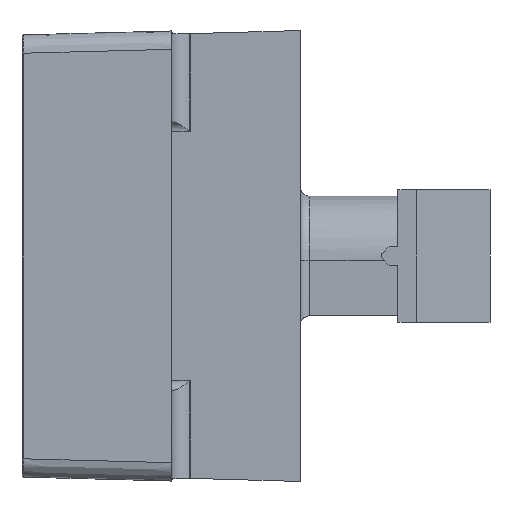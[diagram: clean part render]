
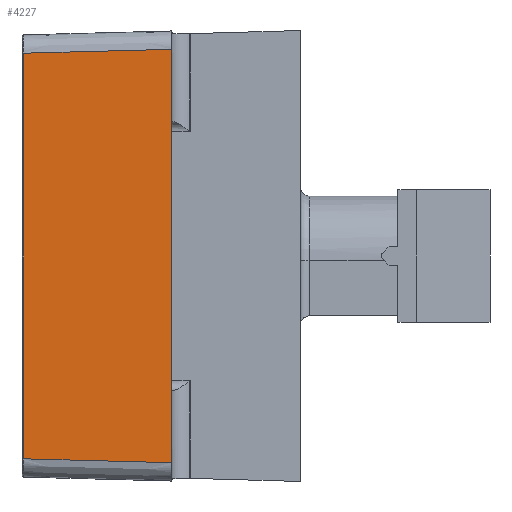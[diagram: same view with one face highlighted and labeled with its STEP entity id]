
A CAD part, left-side view. The second image highlights one B-rep face of the part: STEP entity #4227.
In plain terms, the highlighted planar face has unit normal (-1, 0, 0).
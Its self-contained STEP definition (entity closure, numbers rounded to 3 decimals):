
#129 = CARTESIAN_POINT ( 'NONE',  ( -20., 5., -7.287 ) ) ;
#239 = EDGE_CURVE ( 'NONE', #8943, #8583, #3257, .T. ) ;
#509 = VECTOR ( 'NONE', #7905, 1000. ) ;
#582 = CARTESIAN_POINT ( 'NONE',  ( -20., 13.017, 11.014 ) ) ;
#713 = DIRECTION ( 'NONE',  ( 0., 0., -1. ) ) ;
#1479 = VERTEX_POINT ( 'NONE', #14380 ) ;
#1840 = VERTEX_POINT ( 'NONE', #9064 ) ;
#1880 = CARTESIAN_POINT ( 'NONE',  ( -20., 13.017, -11.014 ) ) ;
#3030 = EDGE_CURVE ( 'NONE', #5339, #8583, #7426, .T. ) ;
#3135 = ORIENTED_EDGE ( 'NONE', *, *, #3030, .T. ) ;
#3257 = LINE ( 'NONE', #129, #8980 ) ;
#3497 = LINE ( 'NONE', #11326, #509 ) ;
#3931 = CARTESIAN_POINT ( 'NONE',  ( -20., 6.998, 11.172 ) ) ;
#4146 = CARTESIAN_POINT ( 'NONE',  ( -20., 11.117, -11.064 ) ) ;
#4227 = ADVANCED_FACE ( 'NONE', ( #13030 ), #12377, .T. ) ;
#4272 = EDGE_CURVE ( 'NONE', #1840, #13473, #3497, .T. ) ;
#4535 = ORIENTED_EDGE ( 'NONE', *, *, #13812, .T. ) ;
#4660 = DIRECTION ( 'NONE',  ( 0., 0., -1. ) ) ;
#5083 = CARTESIAN_POINT ( 'NONE',  ( -20., 9.048, 11.118 ) ) ;
#5229 = AXIS2_PLACEMENT_3D ( 'NONE', #10020, #5503, #13562 ) ;
#5264 = B_SPLINE_CURVE_WITH_KNOTS ( 'NONE', 3,
 ( #6183, #9636, #3931, #11967, #5083, #13130, #6223, #14268, #7387, #582 ),
 .UNSPECIFIED., .F., .F.,
 ( 4, 3, 3, 4 ),
 ( 0.007, 0.01, 0.013, 0.015 ),
 .UNSPECIFIED. ) ;
#5293 = CARTESIAN_POINT ( 'NONE',  ( -20., 7.039, -11.171 ) ) ;
#5339 = VERTEX_POINT ( 'NONE', #13368 ) ;
#5419 = EDGE_LOOP ( 'NONE', ( #14541, #5859, #11518, #13838, #4535, #3135 ) ) ;
#5503 = DIRECTION ( 'NONE',  ( -1., 0., 0. ) ) ;
#5859 = ORIENTED_EDGE ( 'NONE', *, *, #12763, .T. ) ;
#6183 = CARTESIAN_POINT ( 'NONE',  ( -20., 5., 11.224 ) ) ;
#6223 = CARTESIAN_POINT ( 'NONE',  ( -20., 11.152, 11.063 ) ) ;
#7387 = CARTESIAN_POINT ( 'NONE',  ( -20., 12.395, 11.03 ) ) ;
#7426 = B_SPLINE_CURVE_WITH_KNOTS ( 'NONE', 3,
 ( #1880, #8694, #11007, #4146, #12165, #5293, #13344 ),
 .UNSPECIFIED., .F., .F.,
 ( 4, 3, 4 ),
 ( 0., 0.002, 0.008 ),
 .UNSPECIFIED. ) ;
#7519 = CARTESIAN_POINT ( 'NONE',  ( -20., 13.017, 10. ) ) ;
#7682 = LINE ( 'NONE', #7519, #8048 ) ;
#7905 = DIRECTION ( 'NONE',  ( 0., 0., -1. ) ) ;
#8048 = VECTOR ( 'NONE', #713, 1000. ) ;
#8583 = VERTEX_POINT ( 'NONE', #11570 ) ;
#8694 = CARTESIAN_POINT ( 'NONE',  ( -20., 12.384, -11.03 ) ) ;
#8869 = EDGE_CURVE ( 'NONE', #1479, #1840, #7682, .T. ) ;
#8943 = VERTEX_POINT ( 'NONE', #14503 ) ;
#8980 = VECTOR ( 'NONE', #4660, 1000. ) ;
#9064 = CARTESIAN_POINT ( 'NONE',  ( -20., 13.017, 10. ) ) ;
#9636 = CARTESIAN_POINT ( 'NONE',  ( -20., 5.999, 11.198 ) ) ;
#10020 = CARTESIAN_POINT ( 'NONE',  ( -20., 33.285, 10. ) ) ;
#11007 = CARTESIAN_POINT ( 'NONE',  ( -20., 11.75, -11.047 ) ) ;
#11096 = CARTESIAN_POINT ( 'NONE',  ( -20., 13.017, -10. ) ) ;
#11326 = CARTESIAN_POINT ( 'NONE',  ( -20., 13.017, 10. ) ) ;
#11518 = ORIENTED_EDGE ( 'NONE', *, *, #8869, .T. ) ;
#11570 = CARTESIAN_POINT ( 'NONE',  ( -20., 5., -11.224 ) ) ;
#11967 = CARTESIAN_POINT ( 'NONE',  ( -20., 7.997, 11.146 ) ) ;
#12165 = CARTESIAN_POINT ( 'NONE',  ( -20., 9.078, -11.117 ) ) ;
#12377 = PLANE ( 'NONE',  #5229 ) ;
#12763 = EDGE_CURVE ( 'NONE', #8943, #1479, #5264, .T. ) ;
#13030 = FACE_OUTER_BOUND ( 'NONE', #5419, .T. ) ;
#13130 = CARTESIAN_POINT ( 'NONE',  ( -20., 10.1, 11.09 ) ) ;
#13344 = CARTESIAN_POINT ( 'NONE',  ( -20., 5., -11.224 ) ) ;
#13368 = CARTESIAN_POINT ( 'NONE',  ( -20., 13.017, -11.014 ) ) ;
#13473 = VERTEX_POINT ( 'NONE', #11096 ) ;
#13562 = DIRECTION ( 'NONE',  ( 0., -1., 0. ) ) ;
#13625 = VECTOR ( 'NONE', #14267, 1000. ) ;
#13812 = EDGE_CURVE ( 'NONE', #13473, #5339, #13983, .T. ) ;
#13838 = ORIENTED_EDGE ( 'NONE', *, *, #4272, .T. ) ;
#13983 = LINE ( 'NONE', #14025, #13625 ) ;
#14025 = CARTESIAN_POINT ( 'NONE',  ( -20., 13.017, 10. ) ) ;
#14267 = DIRECTION ( 'NONE',  ( 0., 0., -1. ) ) ;
#14268 = CARTESIAN_POINT ( 'NONE',  ( -20., 11.773, 11.046 ) ) ;
#14380 = CARTESIAN_POINT ( 'NONE',  ( -20., 13.017, 11.014 ) ) ;
#14503 = CARTESIAN_POINT ( 'NONE',  ( -20., 5., 11.224 ) ) ;
#14541 = ORIENTED_EDGE ( 'NONE', *, *, #239, .F. ) ;
